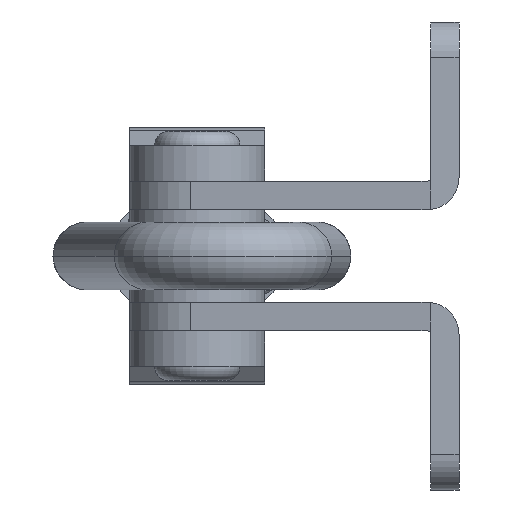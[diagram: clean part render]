
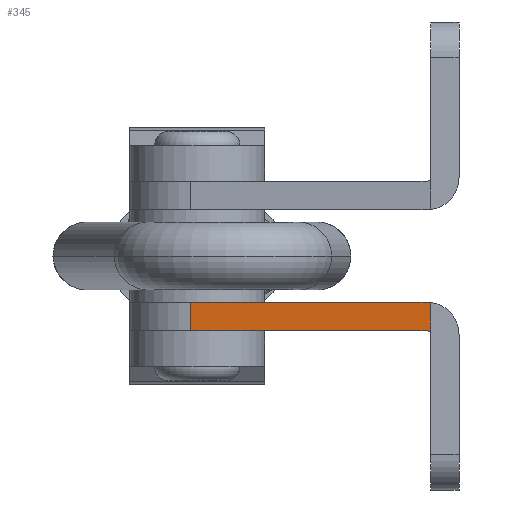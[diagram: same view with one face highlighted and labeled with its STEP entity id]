
A CAD part, left-side view. The second image highlights one B-rep face of the part: STEP entity #345.
In plain terms, the highlighted planar face has unit normal (-0.995, 0.104, 0).
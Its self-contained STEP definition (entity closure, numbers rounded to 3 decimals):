
#345 = ADVANCED_FACE ( 'NONE', ( #2026 ), #20736, .F. ) ;
#2026 = FACE_OUTER_BOUND ( 'NONE', #8250, .T. ) ;
#3470 = EDGE_CURVE ( 'NONE', #13263, #13246, #16007, .T. ) ;
#3942 =( BOUNDED_CURVE ( )  B_SPLINE_CURVE ( 3, ( #21992, #21982, #21987, #21993 ),
 .UNSPECIFIED., .F., .F. ) 
 B_SPLINE_CURVE_WITH_KNOTS ( ( 4, 4 ),
 ( 1.571, 3.142 ),
 .UNSPECIFIED. ) 
 CURVE ( )  GEOMETRIC_REPRESENTATION_ITEM ( )  RATIONAL_B_SPLINE_CURVE ( ( 1., 0.805, 0.805, 1. ) ) 
 REPRESENTATION_ITEM ( '' )  );
#3960 =( BOUNDED_CURVE ( )  B_SPLINE_CURVE ( 3, ( #21997, #21988, #21983, #21999 ),
 .UNSPECIFIED., .F., .F. ) 
 B_SPLINE_CURVE_WITH_KNOTS ( ( 4, 4 ),
 ( 1.459, 1.571 ),
 .UNSPECIFIED. ) 
 CURVE ( )  GEOMETRIC_REPRESENTATION_ITEM ( )  RATIONAL_B_SPLINE_CURVE ( ( 1., 0.999, 0.999, 1. ) ) 
 REPRESENTATION_ITEM ( '' )  );
#6917 = EDGE_CURVE ( 'NONE', #13246, #13255, #3942, .T. ) ;
#6918 = EDGE_CURVE ( 'NONE', #13260, #13240, #16186, .T. ) ;
#6919 = EDGE_CURVE ( 'NONE', #13244, #13240, #3960, .T. ) ;
#6920 = EDGE_CURVE ( 'NONE', #13244, #13255, #16187, .T. ) ;
#8250 = EDGE_LOOP ( 'NONE', ( #20836, #20835, #20833, #20830, #20829, #20827 ) ) ;
#10807 = CARTESIAN_POINT ( 'NONE',  ( 0., 0., -10.5 ) ) ;
#10809 = DIRECTION ( 'NONE',  ( -0.105, -0.995, 0. ) ) ;
#11853 = EDGE_CURVE ( 'NONE', #13260, #13263, #19077, .T. ) ;
#13240 = VERTEX_POINT ( 'NONE', #19111 ) ;
#13244 = VERTEX_POINT ( 'NONE', #19119 ) ;
#13246 = VERTEX_POINT ( 'NONE', #19122 ) ;
#13255 = VERTEX_POINT ( 'NONE', #19139 ) ;
#13260 = VERTEX_POINT ( 'NONE', #19148 ) ;
#13263 = VERTEX_POINT ( 'NONE', #19154 ) ;
#14335 = CARTESIAN_POINT ( 'NONE',  ( 3.547, 33.743, 10.5 ) ) ;
#14350 = DIRECTION ( 'NONE',  ( 0., 0., -1. ) ) ;
#16007 = LINE ( 'NONE', #10807, #16010 ) ;
#16010 = VECTOR ( 'NONE', #10809, 1000. ) ;
#16185 = VECTOR ( 'NONE', #21995, 1000. ) ;
#16186 = LINE ( 'NONE', #21994, #16185 ) ;
#16187 = LINE ( 'NONE', #22000, #16188 ) ;
#16188 = VECTOR ( 'NONE', #22001, 1000. ) ;
#19077 = LINE ( 'NONE', #14335, #19081 ) ;
#19081 = VECTOR ( 'NONE', #14350, 1000. ) ;
#19111 = CARTESIAN_POINT ( 'NONE',  ( 0.053, 0.5, -6.5 ) ) ;
#19119 = CARTESIAN_POINT ( 'NONE',  ( 0., 0., -6.528 ) ) ;
#19122 = CARTESIAN_POINT ( 'NONE',  ( 0.053, 0.5, -10.5 ) ) ;
#19139 = CARTESIAN_POINT ( 'NONE',  ( 0., 0., -11. ) ) ;
#19148 = CARTESIAN_POINT ( 'NONE',  ( 3.547, 33.743, -6.5 ) ) ;
#19154 = CARTESIAN_POINT ( 'NONE',  ( 3.547, 33.743, -10.5 ) ) ;
#20731 = CARTESIAN_POINT ( 'NONE',  ( 0., 0., 10.5 ) ) ;
#20736 = PLANE ( 'NONE',  #21266 ) ;
#20740 = DIRECTION ( 'NONE',  ( 0.995, -0.105, 0. ) ) ;
#20741 = DIRECTION ( 'NONE',  ( 0.105, 0.995, 0. ) ) ;
#20827 = ORIENTED_EDGE ( 'NONE', *, *, #6917, .T. ) ;
#20829 = ORIENTED_EDGE ( 'NONE', *, *, #3470, .T. ) ;
#20830 = ORIENTED_EDGE ( 'NONE', *, *, #11853, .T. ) ;
#20833 = ORIENTED_EDGE ( 'NONE', *, *, #6918, .F. ) ;
#20835 = ORIENTED_EDGE ( 'NONE', *, *, #6919, .T. ) ;
#20836 = ORIENTED_EDGE ( 'NONE', *, *, #6920, .F. ) ;
#21266 = AXIS2_PLACEMENT_3D ( 'NONE', #20731, #20740, #20741 ) ;
#21982 = CARTESIAN_POINT ( 'NONE',  ( 0.022, 0.207, -10.5 ) ) ;
#21983 = CARTESIAN_POINT ( 'NONE',  ( 0.035, 0.333, -6.5 ) ) ;
#21987 = CARTESIAN_POINT ( 'NONE',  ( 0., 0., -10.707 ) ) ;
#21988 = CARTESIAN_POINT ( 'NONE',  ( 0.017, 0.166, -6.509 ) ) ;
#21992 = CARTESIAN_POINT ( 'NONE',  ( 0.053, 0.5, -10.5 ) ) ;
#21993 = CARTESIAN_POINT ( 'NONE',  ( 0., 0., -11. ) ) ;
#21994 = CARTESIAN_POINT ( 'NONE',  ( 0., 0., -6.5 ) ) ;
#21995 = DIRECTION ( 'NONE',  ( -0.105, -0.995, 0. ) ) ;
#21997 = CARTESIAN_POINT ( 'NONE',  ( 0., 0., -6.528 ) ) ;
#21999 = CARTESIAN_POINT ( 'NONE',  ( 0.053, 0.5, -6.5 ) ) ;
#22000 = CARTESIAN_POINT ( 'NONE',  ( 0., 0., 10.5 ) ) ;
#22001 = DIRECTION ( 'NONE',  ( 0., 0., -1. ) ) ;
